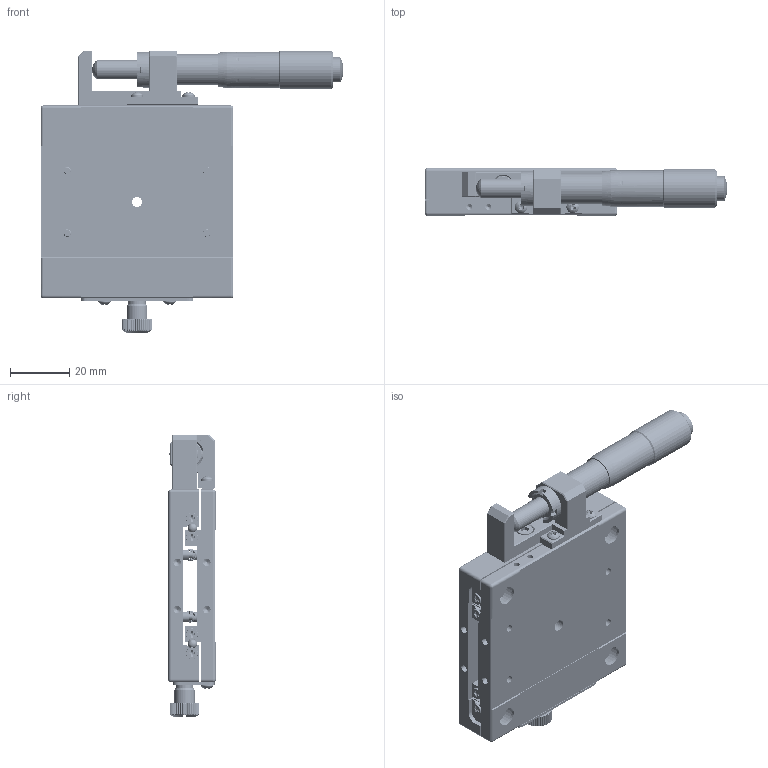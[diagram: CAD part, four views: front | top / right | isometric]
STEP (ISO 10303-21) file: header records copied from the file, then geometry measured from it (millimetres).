
FILE_DESCRIPTION (( 'STEP AP203' ), '1' );
FILE_NAME ('A1833-243-SB.STEP', '2021-02-22T01:49:33', ( '' ), ( '' ), 'SwSTEP 2.0', 'SolidWorks 2020', '' );
FILE_SCHEMA (( 'CONFIG_CONTROL_DESIGN' ));
Products named in the file (1): A1833-243-SB
Bounding box: 102.05 x 16 x 95.3 mm (x, y, z)
Volume: 63054.3 mm3; surface area: 42412 mm2
Topology: 51 solids, 51 shells, 4601 faces, 13310 edges, 8719 vertices
Faces by surface type: cylinder 1887, torus 1418, plane 685, cone 427, sphere 164, bspline 20
Entity records: 161515 total; most frequent: CARTESIAN_POINT 34593, DIRECTION 30381, ORIENTED_EDGE 25952, AXIS2_PLACEMENT_3D 13468, EDGE_CURVE 12976, CIRCLE 8886, VERTEX_POINT 8645, EDGE_LOOP 4873
